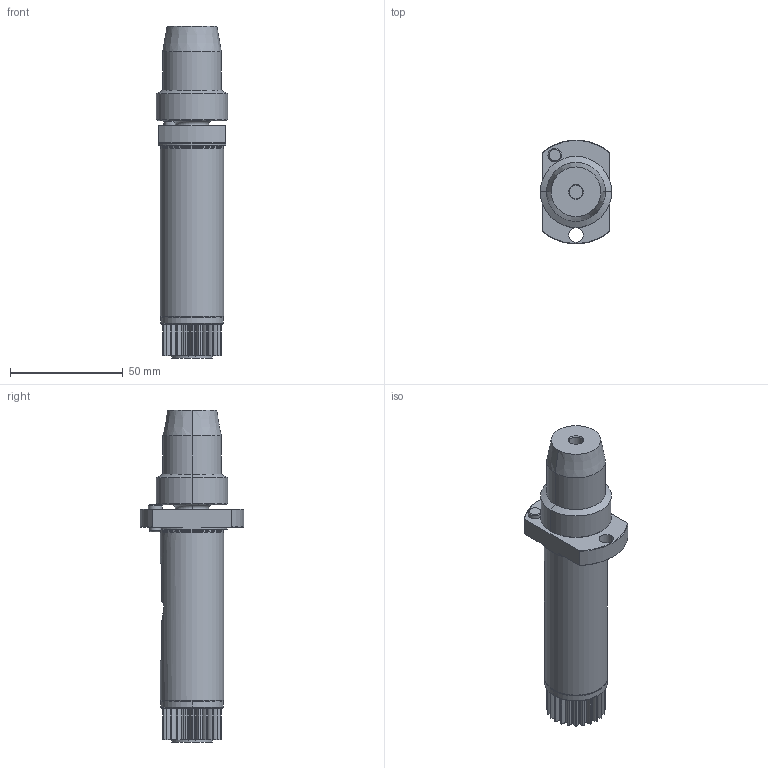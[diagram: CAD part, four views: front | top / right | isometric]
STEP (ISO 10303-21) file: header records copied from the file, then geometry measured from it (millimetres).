
FILE_DESCRIPTION(/* description */ (''),/* implementation_level */ '2;1');
FILE_NAME(/* name */ '10478648.stp',/* time_stamp */ '2019-10-23T13:04:54+02:00',/* author */ (''),/* organization */ (''),/* preprocessor_version */ 'ST-DEVELOPER v16.7',/* originating_system */ 'SIEMENS PLM Software NX 12.0',/* authorisation */ '');
FILE_SCHEMA (('AUTOMOTIVE_DESIGN { 1 0 10303 214 3 1 1 1 }'));
Length unit declared in the file: millimetre
Products named in the file (1): 10011196598_00-Bohrspindel vst
Bounding box: 31.5 x 45.86 x 147 mm (x, y, z)
Volume: 89541.3 mm3; surface area: 18369.4 mm2
Topology: 1 solids, 1 shells, 235 faces, 652 edges, 426 vertices
Faces by surface type: cylinder 97, plane 56, extrusion 48, cone 24, torus 9, sphere 1
Full cylindrical faces by diameter (mm): 5 x1, 6 x2, 21.752 x1, 28 x1
Entity records: 11913 total; most frequent: CARTESIAN_POINT 5442, ORIENTED_EDGE 1276, DIRECTION 1242, EDGE_CURVE 638, AXIS2_PLACEMENT_3D 477, VERTEX_POINT 420, VECTOR 288, CIRCLE 280
